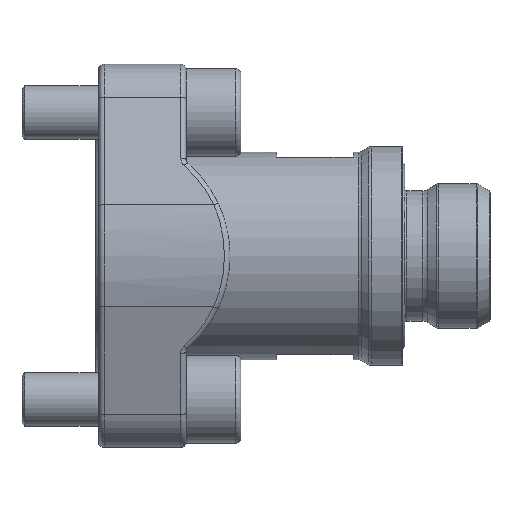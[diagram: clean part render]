
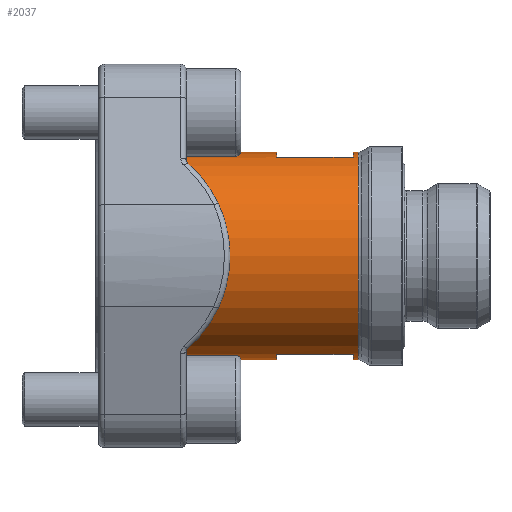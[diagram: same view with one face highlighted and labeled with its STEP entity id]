
A CAD part, top view. The second image highlights one B-rep face of the part: STEP entity #2037.
In plain terms, the highlighted cylindrical face has radius 18.95 mm (diameter 37.9 mm), a full revolution.
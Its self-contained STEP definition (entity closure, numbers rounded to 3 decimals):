
#943=CYLINDRICAL_SURFACE('',#2456,18.95);
#970=EDGE_LOOP('',(#1279,#1280,#1281,#1282));
#971=EDGE_LOOP('',(#1283));
#972=EDGE_LOOP('',(#1284));
#973=EDGE_LOOP('',(#1285,#1286,#1287,#1288));
#1155=CIRCLE('',#2450,18.95);
#1156=CIRCLE('',#2451,18.95);
#1157=CIRCLE('',#2452,18.95);
#1158=CIRCLE('',#2453,18.95);
#1159=CIRCLE('',#2454,18.95);
#1160=CIRCLE('',#2455,18.95);
#1279=ORIENTED_EDGE('',*,*,#1695,.T.);
#1280=ORIENTED_EDGE('',*,*,#1696,.T.);
#1281=ORIENTED_EDGE('',*,*,#1697,.T.);
#1282=ORIENTED_EDGE('',*,*,#1698,.T.);
#1283=ORIENTED_EDGE('',*,*,#1699,.T.);
#1284=ORIENTED_EDGE('',*,*,#1700,.T.);
#1285=ORIENTED_EDGE('',*,*,#1701,.F.);
#1286=ORIENTED_EDGE('',*,*,#1702,.F.);
#1287=ORIENTED_EDGE('',*,*,#1703,.F.);
#1288=ORIENTED_EDGE('',*,*,#1704,.F.);
#1695=EDGE_CURVE('',#2300,#2301,#1903,.T.);
#1696=EDGE_CURVE('',#2301,#2302,#1155,.T.);
#1697=EDGE_CURVE('',#2302,#2303,#1904,.T.);
#1698=EDGE_CURVE('',#2303,#2300,#1156,.T.);
#1699=EDGE_CURVE('',#2304,#2304,#1157,.T.);
#1700=EDGE_CURVE('',#2305,#2305,#1158,.T.);
#1701=EDGE_CURVE('',#2306,#2307,#1159,.T.);
#1702=EDGE_CURVE('',#2308,#2306,#1905,.T.);
#1703=EDGE_CURVE('',#2309,#2308,#1160,.T.);
#1704=EDGE_CURVE('',#2307,#2309,#1906,.T.);
#1903=LINE('',#3282,#1963);
#1904=LINE('',#3287,#1964);
#1905=LINE('',#3297,#1965);
#1906=LINE('',#3301,#1966);
#1963=VECTOR('',#2710,1.);
#1964=VECTOR('',#2713,1.);
#1965=VECTOR('',#2722,1.);
#1966=VECTOR('',#2725,1.);
#2037=ADVANCED_FACE('',(#2173,#2174,#2175,#2176),#943,.T.);
#2173=FACE_BOUND('',#970,.T.);
#2174=FACE_BOUND('',#971,.T.);
#2175=FACE_BOUND('',#972,.T.);
#2176=FACE_BOUND('',#973,.T.);
#2300=VERTEX_POINT('',#3283);
#2301=VERTEX_POINT('',#3284);
#2302=VERTEX_POINT('',#3286);
#2303=VERTEX_POINT('',#3288);
#2304=VERTEX_POINT('',#3291);
#2305=VERTEX_POINT('',#3293);
#2306=VERTEX_POINT('',#3295);
#2307=VERTEX_POINT('',#3296);
#2308=VERTEX_POINT('',#3298);
#2309=VERTEX_POINT('',#3300);
#2450=AXIS2_PLACEMENT_3D('',#3285,#2711,#2712);
#2451=AXIS2_PLACEMENT_3D('',#3289,#2714,#2715);
#2452=AXIS2_PLACEMENT_3D('',#3290,#2716,#2717);
#2453=AXIS2_PLACEMENT_3D('',#3292,#2718,#2719);
#2454=AXIS2_PLACEMENT_3D('',#3294,#2720,#2721);
#2455=AXIS2_PLACEMENT_3D('',#3299,#2723,#2724);
#2456=AXIS2_PLACEMENT_3D('',#3302,#2726,#2727);
#2710=DIRECTION('',(1.,0.,0.));
#2711=DIRECTION('',(1.,0.,0.));
#2712=DIRECTION('',(0.,1.,0.));
#2713=DIRECTION('',(-1.,0.,0.));
#2714=DIRECTION('',(-1.,0.,0.));
#2715=DIRECTION('',(0.,-1.,0.));
#2716=DIRECTION('',(1.,0.,0.));
#2717=DIRECTION('',(0.,0.,1.));
#2718=DIRECTION('',(-1.,0.,0.));
#2719=DIRECTION('',(0.,0.,1.));
#2720=DIRECTION('',(-1.,0.,0.));
#2721=DIRECTION('',(0.,-1.,0.));
#2722=DIRECTION('',(1.,0.,0.));
#2723=DIRECTION('',(1.,0.,0.));
#2724=DIRECTION('',(0.,1.,0.));
#2725=DIRECTION('',(-1.,0.,0.));
#2726=DIRECTION('',(-1.,0.,0.));
#2727=DIRECTION('',(0.,0.,1.));
#3282=CARTESIAN_POINT('',(0.,18.,-5.925));
#3283=CARTESIAN_POINT('',(33.,18.,-5.925));
#3284=CARTESIAN_POINT('',(47.,18.,-5.925));
#3285=CARTESIAN_POINT('',(47.,0.,0.));
#3286=CARTESIAN_POINT('',(47.,18.,5.925));
#3287=CARTESIAN_POINT('',(0.,18.,5.925));
#3288=CARTESIAN_POINT('',(33.,18.,5.925));
#3289=CARTESIAN_POINT('',(33.,0.,0.));
#3290=CARTESIAN_POINT('',(8.8,0.,0.));
#3291=CARTESIAN_POINT('',(8.8,0.,18.95));
#3292=CARTESIAN_POINT('',(47.952,0.,0.));
#3293=CARTESIAN_POINT('',(47.952,0.,18.95));
#3294=CARTESIAN_POINT('',(47.,0.,0.));
#3295=CARTESIAN_POINT('',(47.,-18.,-5.925));
#3296=CARTESIAN_POINT('',(47.,-18.,5.925));
#3297=CARTESIAN_POINT('',(0.,-18.,-5.925));
#3298=CARTESIAN_POINT('',(33.,-18.,-5.925));
#3299=CARTESIAN_POINT('',(33.,0.,0.));
#3300=CARTESIAN_POINT('',(33.,-18.,5.925));
#3301=CARTESIAN_POINT('',(0.,-18.,5.925));
#3302=CARTESIAN_POINT('',(0.,0.,0.));
